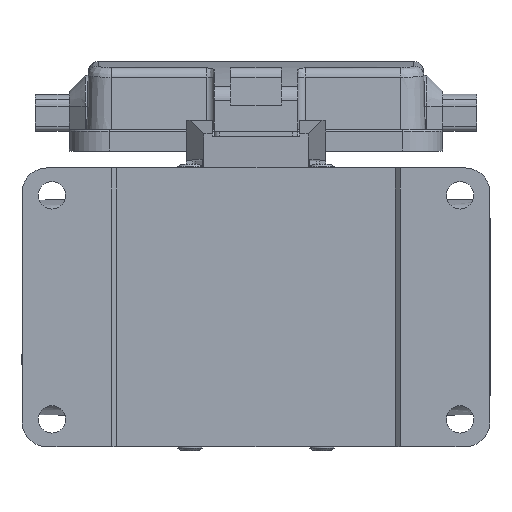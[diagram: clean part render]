
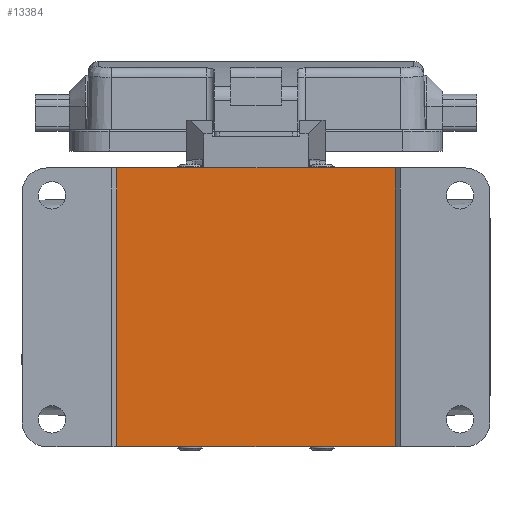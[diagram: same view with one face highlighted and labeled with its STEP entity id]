
A CAD part, front view. The second image highlights one B-rep face of the part: STEP entity #13384.
In plain terms, the highlighted planar face has unit normal (0, -1, 0).
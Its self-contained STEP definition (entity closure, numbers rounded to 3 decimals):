
#1725 = CARTESIAN_POINT ( 'NONE',  ( 28., -76., -28. ) ) ;
#4030 = FACE_OUTER_BOUND ( 'NONE', #17249, .T. ) ;
#4033 = AXIS2_PLACEMENT_3D ( 'NONE', #4178, #4180, #4182 ) ;
#4176 = PLANE ( 'NONE',  #4033 ) ;
#4178 = CARTESIAN_POINT ( 'NONE',  ( 28., -76., 33.6 ) ) ;
#4180 = DIRECTION ( 'NONE',  ( 0., 1., 0. ) ) ;
#4182 = DIRECTION ( 'NONE',  ( 0., 0., 1. ) ) ;
#8574 = VECTOR ( 'NONE', #11665, 1000. ) ;
#10042 = VECTOR ( 'NONE', #11668, 1000. ) ;
#10082 = EDGE_CURVE ( 'NONE', #16937, #16953, #11657, .T. ) ;
#10083 = EDGE_CURVE ( 'NONE', #16937, #16940, #11660, .T. ) ;
#10084 = EDGE_CURVE ( 'NONE', #13161, #16953, #11663, .T. ) ;
#10085 = EDGE_CURVE ( 'NONE', #13161, #16940, #11666, .T. ) ;
#11657 = LINE ( 'NONE', #11658, #14203 ) ;
#11658 = CARTESIAN_POINT ( 'NONE',  ( -28., -76., 33.6 ) ) ;
#11659 = DIRECTION ( 'NONE',  ( 0., 0., -1. ) ) ;
#11660 = LINE ( 'NONE', #11661, #17370 ) ;
#11661 = CARTESIAN_POINT ( 'NONE',  ( -47., -76., 28. ) ) ;
#11662 = DIRECTION ( 'NONE',  ( 1., 0., 0. ) ) ;
#11663 = LINE ( 'NONE', #11664, #8574 ) ;
#11664 = CARTESIAN_POINT ( 'NONE',  ( 47., -76., -28. ) ) ;
#11665 = DIRECTION ( 'NONE',  ( -1., 0., 0. ) ) ;
#11666 = LINE ( 'NONE', #11667, #10042 ) ;
#11667 = CARTESIAN_POINT ( 'NONE',  ( 28., -76., 33.6 ) ) ;
#11668 = DIRECTION ( 'NONE',  ( 0., 0., 1. ) ) ;
#12510 = ORIENTED_EDGE ( 'NONE', *, *, #10082, .T. ) ;
#12511 = ORIENTED_EDGE ( 'NONE', *, *, #10085, .T. ) ;
#12512 = ORIENTED_EDGE ( 'NONE', *, *, #10083, .F. ) ;
#12513 = ORIENTED_EDGE ( 'NONE', *, *, #10084, .F. ) ;
#13161 = VERTEX_POINT ( 'NONE', #1725 ) ;
#13384 = ADVANCED_FACE ( 'NONE', ( #4030 ), #4176, .F. ) ;
#14203 = VECTOR ( 'NONE', #11659, 1000. ) ;
#14678 = CARTESIAN_POINT ( 'NONE',  ( -28., -76., 28. ) ) ;
#14680 = CARTESIAN_POINT ( 'NONE',  ( 28., -76., 28. ) ) ;
#14690 = CARTESIAN_POINT ( 'NONE',  ( -28., -76., -28. ) ) ;
#16937 = VERTEX_POINT ( 'NONE', #14678 ) ;
#16940 = VERTEX_POINT ( 'NONE', #14680 ) ;
#16953 = VERTEX_POINT ( 'NONE', #14690 ) ;
#17249 = EDGE_LOOP ( 'NONE', ( #12513, #12511, #12512, #12510 ) ) ;
#17370 = VECTOR ( 'NONE', #11662, 1000. ) ;
